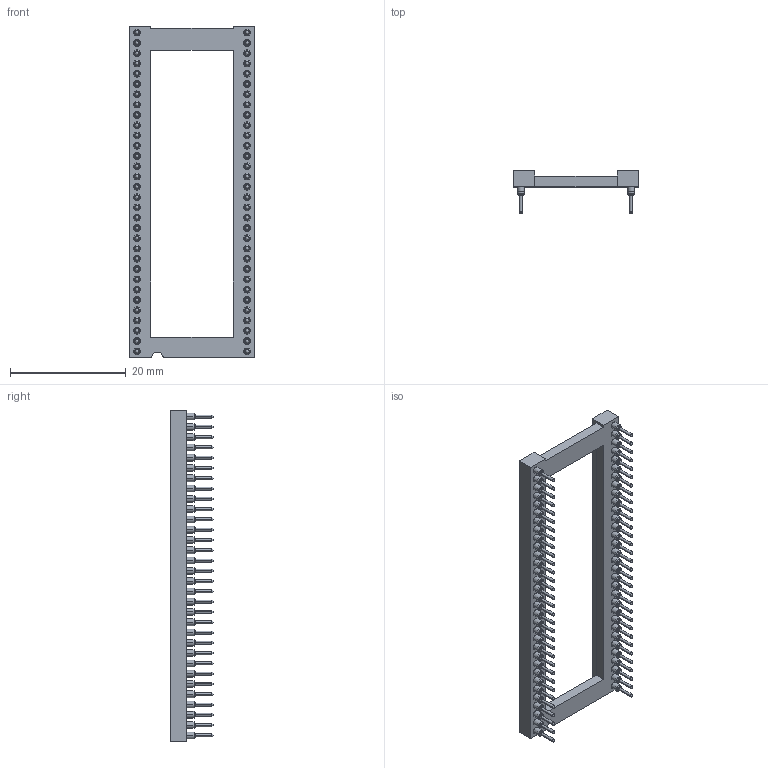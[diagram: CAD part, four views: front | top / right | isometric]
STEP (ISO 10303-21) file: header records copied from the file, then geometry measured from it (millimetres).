
FILE_DESCRIPTION(('STEP AP203'),'1');
FILE_NAME('dil_socket_117-87-764-41-005101.stp','2021-07-01T12:48:54',('TraceParts'),('TraceParts S.A.'),'Spatial InterOp 3D',' ',' ');
FILE_SCHEMA(('CONFIG_CONTROL_DESIGN'));
Length unit declared in the file: millimetre
Products named in the file (1): 1
Bounding box: 21.59 x 7.4 x 57.4 mm (x, y, z)
Volume: 1373.2 mm3; surface area: 3524.9 mm2
Topology: 1 solids, 1 shells, 2197 faces, 4886 edges, 2690 vertices
Faces by surface type: cone 1024, cylinder 833, plane 148, torus 128, sphere 64
Entity records: 58750 total; most frequent: DIRECTION 11844, CARTESIAN_POINT 9518, ORIENTED_EDGE 9260, AXIS2_PLACEMENT_3D 5016, EDGE_CURVE 4630, CIRCLE 2818, VERTEX_POINT 2690, EDGE_LOOP 2454
